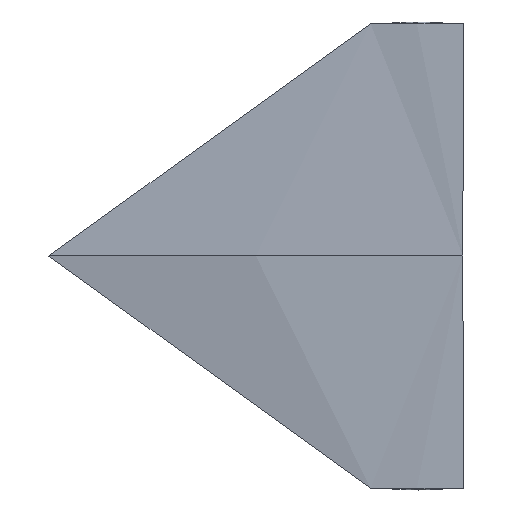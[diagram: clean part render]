
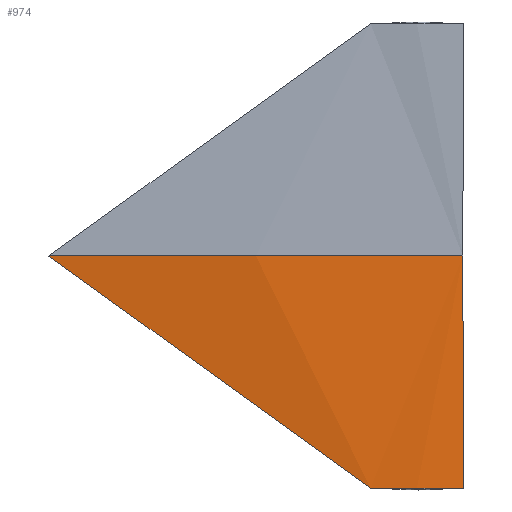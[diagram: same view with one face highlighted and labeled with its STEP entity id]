
A CAD part, top view. The second image highlights one B-rep face of the part: STEP entity #974.
In plain terms, the highlighted planar face has unit normal (0.05, 0, 0.999).
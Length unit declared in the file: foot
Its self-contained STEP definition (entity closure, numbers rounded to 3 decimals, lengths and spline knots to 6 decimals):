
#78=CARTESIAN_POINT('',(32.366237,-2.690476,1.5508));
#79=VERTEX_POINT('',#78);
#80=CARTESIAN_POINT('',(33.440281,-2.690476,1.5508));
#81=VERTEX_POINT('',#80);
#82=B_SPLINE_CURVE_WITH_KNOTS('Curve_1',1,(#83, #84, #85, #86, #87, #88, #89, #90, #91, #92, #93, #94, #95, #96, #97, #98, #99),.POLYLINE_FORM.,.F.,.F.,(2,1,1,1,1,1,1,1,1,1,1,1,1,1,1,1,2),(0.,1.,2.,3.,4.,5.,6.,7.,8.,9.,10.,11.,12.,13.,14.,15.,16.),.UNIFORM_KNOTS.);
#83=CARTESIAN_POINT('',(32.366237,-2.690476,1.5508));
#84=CARTESIAN_POINT('',(32.433365,-2.690476,1.554156));
#85=CARTESIAN_POINT('',(32.500493,-2.690476,1.557513));
#86=CARTESIAN_POINT('',(32.56762,-2.690476,1.560869));
#87=CARTESIAN_POINT('',(32.634748,-2.690476,1.564226));
#88=CARTESIAN_POINT('',(32.701876,-2.690476,1.567582));
#89=CARTESIAN_POINT('',(32.769004,-2.690476,1.570938));
#90=CARTESIAN_POINT('',(32.836131,-2.690476,1.574295));
#91=CARTESIAN_POINT('',(32.903259,-2.690476,1.577651));
#92=CARTESIAN_POINT('',(32.970387,-2.690476,1.574295));
#93=CARTESIAN_POINT('',(33.037514,-2.690476,1.570938));
#94=CARTESIAN_POINT('',(33.104642,-2.690476,1.567582));
#95=CARTESIAN_POINT('',(33.17177,-2.690476,1.564226));
#96=CARTESIAN_POINT('',(33.238898,-2.690476,1.560869));
#97=CARTESIAN_POINT('',(33.306025,-2.690476,1.557513));
#98=CARTESIAN_POINT('',(33.373153,-2.690476,1.554156));
#99=CARTESIAN_POINT('',(33.440281,-2.690476,1.5508));
#100=EDGE_CURVE('Edge_1',#79,#81,#82,.T.);
#101=CARTESIAN_POINT('',(32.366237,-2.690476,1.5508));
#102=VERTEX_POINT('',#101);
#103=CARTESIAN_POINT('',(28.6358,0.,1.5508));
#104=VERTEX_POINT('',#103);
#105=B_SPLINE_CURVE_WITH_KNOTS('Curve_2',1,(#106, #107, #108, #109, #110, #111, #112, #113, #114, #115, #116, #117, #118, #119, #120, #121, #122),.POLYLINE_FORM.,.F.,.F.,(2,1,1,1,1,1,1,1,1,1,1,1,1,1,1,1,2),(0.,1.,2.,3.,4.,5.,6.,7.,8.,9.,10.,11.,12.,13.,14.,15.,16.),.UNIFORM_KNOTS.);
#106=CARTESIAN_POINT('',(32.366237,-2.690476,1.5508));
#107=CARTESIAN_POINT('',(32.133085,-2.522321,1.5508));
#108=CARTESIAN_POINT('',(31.899933,-2.354167,1.5508));
#109=CARTESIAN_POINT('',(31.66678,-2.186012,1.5508));
#110=CARTESIAN_POINT('',(31.433628,-2.017857,1.5508));
#111=CARTESIAN_POINT('',(31.200476,-1.849702,1.5508));
#112=CARTESIAN_POINT('',(30.967323,-1.681548,1.5508));
#113=CARTESIAN_POINT('',(30.734171,-1.513393,1.5508));
#114=CARTESIAN_POINT('',(30.501019,-1.345238,1.5508));
#115=CARTESIAN_POINT('',(30.267866,-1.177083,1.5508));
#116=CARTESIAN_POINT('',(30.034714,-1.008929,1.5508));
#117=CARTESIAN_POINT('',(29.801562,-0.840774,1.5508));
#118=CARTESIAN_POINT('',(29.568409,-0.672619,1.5508));
#119=CARTESIAN_POINT('',(29.335257,-0.504464,1.5508));
#120=CARTESIAN_POINT('',(29.102105,-0.33631,1.5508));
#121=CARTESIAN_POINT('',(28.868952,-0.168155,1.5508));
#122=CARTESIAN_POINT('',(28.6358,0.,1.5508));
#123=EDGE_CURVE('Edge_2',#102,#104,#105,.T.);
#147=CARTESIAN_POINT('',(33.4358,0.,1.5508));
#148=VERTEX_POINT('',#147);
#149=CARTESIAN_POINT('',(33.440281,-2.690476,1.5508));
#150=VERTEX_POINT('',#149);
#151=B_SPLINE_CURVE_WITH_KNOTS('Curve_4',1,(#152, #153, #154, #155, #156, #157, #158, #159, #160, #161, #162, #163, #164, #165, #166, #167, #168),.POLYLINE_FORM.,.F.,.F.,(2,1,1,1,1,1,1,1,1,1,1,1,1,1,1,1,2),(0.,1.,2.,3.,4.,5.,6.,7.,8.,9.,10.,11.,12.,13.,14.,15.,16.),.UNIFORM_KNOTS.);
#152=CARTESIAN_POINT('',(33.4358,0.,1.5508));
#153=CARTESIAN_POINT('',(33.43608,-0.168155,1.5508));
#154=CARTESIAN_POINT('',(33.43636,-0.33631,1.5508));
#155=CARTESIAN_POINT('',(33.43664,-0.504464,1.5508));
#156=CARTESIAN_POINT('',(33.43692,-0.672619,1.5508));
#157=CARTESIAN_POINT('',(33.4372,-0.840774,1.5508));
#158=CARTESIAN_POINT('',(33.43748,-1.008929,1.5508));
#159=CARTESIAN_POINT('',(33.43776,-1.177083,1.5508));
#160=CARTESIAN_POINT('',(33.43804,-1.345238,1.5508));
#161=CARTESIAN_POINT('',(33.43832,-1.513393,1.5508));
#162=CARTESIAN_POINT('',(33.438601,-1.681548,1.5508));
#163=CARTESIAN_POINT('',(33.438881,-1.849702,1.5508));
#164=CARTESIAN_POINT('',(33.439161,-2.017857,1.5508));
#165=CARTESIAN_POINT('',(33.439441,-2.186012,1.5508));
#166=CARTESIAN_POINT('',(33.439721,-2.354167,1.5508));
#167=CARTESIAN_POINT('',(33.440001,-2.522321,1.5508));
#168=CARTESIAN_POINT('',(33.440281,-2.690476,1.5508));
#169=EDGE_CURVE('Edge_4',#148,#150,#151,.T.);
#193=CARTESIAN_POINT('',(33.4358,0.,1.5508));
#194=VERTEX_POINT('',#193);
#195=CARTESIAN_POINT('',(28.6358,0.,1.5508));
#196=VERTEX_POINT('',#195);
#197=B_SPLINE_CURVE_WITH_KNOTS('Curve_6',1,(#198, #199, #200, #201, #202, #203, #204, #205, #206, #207, #208, #209, #210, #211, #212, #213, #214),.POLYLINE_FORM.,.F.,.F.,(2,1,1,1,1,1,1,1,1,1,1,1,1,1,1,1,2),(0.,1.,2.,3.,4.,5.,6.,7.,8.,9.,10.,11.,12.,13.,14.,15.,16.),.UNIFORM_KNOTS.);
#198=CARTESIAN_POINT('',(33.4358,0.,1.5508));
#199=CARTESIAN_POINT('',(33.1358,0.,1.5658));
#200=CARTESIAN_POINT('',(32.8358,0.,1.5808));
#201=CARTESIAN_POINT('',(32.5358,0.,1.5958));
#202=CARTESIAN_POINT('',(32.2358,0.,1.6108));
#203=CARTESIAN_POINT('',(31.9358,0.,1.6258));
#204=CARTESIAN_POINT('',(31.6358,0.,1.6408));
#205=CARTESIAN_POINT('',(31.3358,0.,1.6558));
#206=CARTESIAN_POINT('',(31.0358,0.,1.6708));
#207=CARTESIAN_POINT('',(30.7358,0.,1.6558));
#208=CARTESIAN_POINT('',(30.4358,0.,1.6408));
#209=CARTESIAN_POINT('',(30.1358,0.,1.6258));
#210=CARTESIAN_POINT('',(29.8358,0.,1.6108));
#211=CARTESIAN_POINT('',(29.5358,0.,1.5958));
#212=CARTESIAN_POINT('',(29.2358,0.,1.5808));
#213=CARTESIAN_POINT('',(28.9358,0.,1.5658));
#214=CARTESIAN_POINT('',(28.6358,0.,1.5508));
#215=EDGE_CURVE('Edge_6',#194,#196,#197,.T.);
#963=PLANE('Plane_MLNQZKJFEL, HStab, 0, 5',#967);
#964=CARTESIAN_POINT('',(31.96953,-1.345238,1.624226));
#965=DIRECTION('',(0.05,0.,0.999));
#966=DIRECTION('',(0.57,-0.821,-0.028));
#967=AXIS2_PLACEMENT_3D('',#964,#965,#966);
#968=ORIENTED_EDGE('',*,*,#169,.F.);
#969=ORIENTED_EDGE('',*,*,#215,.T.);
#970=ORIENTED_EDGE('',*,*,#123,.F.);
#971=ORIENTED_EDGE('',*,*,#100,.T.);
#972=EDGE_LOOP('',(#968, #969, #970, #971));
#973=FACE_OUTER_BOUND('',#972,.T.);
#974=ADVANCED_FACE('',(#973),#963,.T.);
